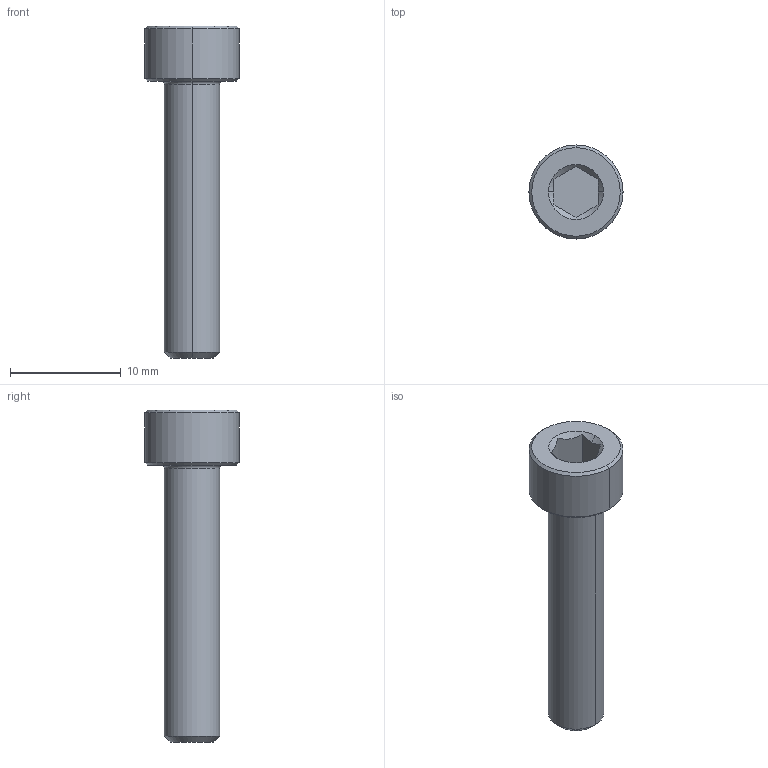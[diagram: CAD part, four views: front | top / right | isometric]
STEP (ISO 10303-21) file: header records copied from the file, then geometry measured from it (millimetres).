
FILE_DESCRIPTION (( 'STEP AP203' ), '1' );
FILE_NAME ('91290A252_NO THREADS_Alloy Steel Socket Head Screw.STEP', '2023-01-11T17:15:12', ( 'Administrator' ), ( 'Managed by Terraform' ), 'SwSTEP 2.0', 'SolidWorks 2017', '' );
FILE_SCHEMA (( 'CONFIG_CONTROL_DESIGN' ));
Length unit declared in the file: millimetre
Products named in the file (1): 91290A252_NO THREADS_Alloy Steel Socket Head Screw
Bounding box: 8.5 x 8.5 x 30 mm (x, y, z)
Volume: 714.7 mm3; surface area: 677.4 mm2
Topology: 1 solids, 1 shells, 24 faces, 52 edges, 32 vertices
Faces by surface type: plane 10, cone 8, cylinder 4, torus 2
Entity records: 777 total; most frequent: CARTESIAN_POINT 173, DIRECTION 114, ORIENTED_EDGE 104, EDGE_CURVE 52, AXIS2_PLACEMENT_3D 45, VERTEX_POINT 32, EDGE_LOOP 26, FACE_OUTER_BOUND 24
